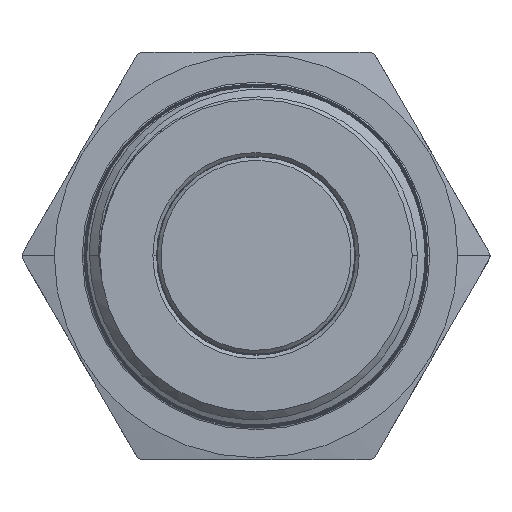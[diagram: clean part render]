
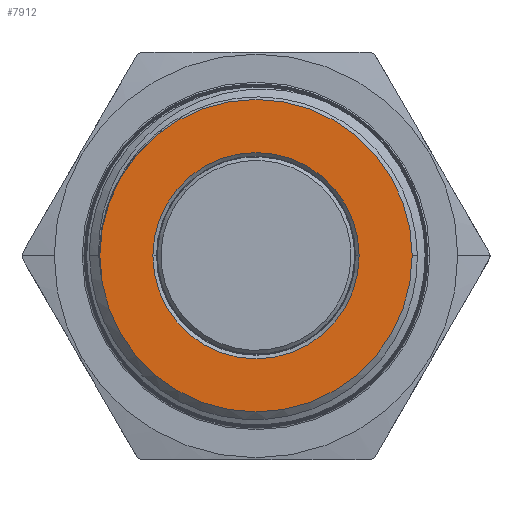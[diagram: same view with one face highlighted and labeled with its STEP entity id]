
A CAD part, top view. The second image highlights one B-rep face of the part: STEP entity #7912.
In plain terms, the highlighted planar face has unit normal (0, 0, 1).
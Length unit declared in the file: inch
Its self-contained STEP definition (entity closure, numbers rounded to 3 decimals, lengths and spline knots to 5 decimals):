
#77 = AXIS2_PLACEMENT_3D ( 'NONE', #8044, #8045, #8046 ) ;
#80 = AXIS2_PLACEMENT_3D ( 'NONE', #243, #244, #245 ) ;
#243 = CARTESIAN_POINT ( 'NONE',  ( 0., 0., 1.11 ) ) ;
#244 = DIRECTION ( 'NONE',  ( 0., 0., 1. ) ) ;
#245 = DIRECTION ( 'NONE',  ( 1., 0., 0. ) ) ;
#371 = CARTESIAN_POINT ( 'NONE',  ( -0.86325, 0., 1.11 ) ) ;
#386 = CARTESIAN_POINT ( 'NONE',  ( -0.57, 0., 1.11 ) ) ;
#397 = CARTESIAN_POINT ( 'NONE',  ( 0.57, 0., 1.11 ) ) ;
#421 = CARTESIAN_POINT ( 'NONE',  ( 0.86325, 0., 1.11 ) ) ;
#924 = CARTESIAN_POINT ( 'NONE',  ( 0., 0., 1.11 ) ) ;
#925 = DIRECTION ( 'NONE',  ( 0., 0., -1. ) ) ;
#926 = DIRECTION ( 'NONE',  ( -1., 0., 0. ) ) ;
#1075 = CARTESIAN_POINT ( 'NONE',  ( 0., 0., 1.11 ) ) ;
#1076 = DIRECTION ( 'NONE',  ( 0., 0., 1. ) ) ;
#1077 = DIRECTION ( 'NONE',  ( 1., 0., 0. ) ) ;
#1135 = ORIENTED_EDGE ( 'NONE', *, *, #1502, .F. ) ;
#1136 = ORIENTED_EDGE ( 'NONE', *, *, #5814, .F. ) ;
#1158 = ORIENTED_EDGE ( 'NONE', *, *, #5823, .F. ) ;
#1160 = ORIENTED_EDGE ( 'NONE', *, *, #1509, .F. ) ;
#1502 = EDGE_CURVE ( 'NONE', #2170, #2246, #7779, .T. ) ;
#1509 = EDGE_CURVE ( 'NONE', #2185, #2196, #7785, .T. ) ;
#1567 = EDGE_LOOP ( 'NONE', ( #1135, #1136 ) ) ;
#1643 = FACE_OUTER_BOUND ( 'NONE', #1567, .T. ) ;
#1679 = FACE_BOUND ( 'NONE', #7825, .T. ) ;
#2170 = VERTEX_POINT ( 'NONE', #371 ) ;
#2185 = VERTEX_POINT ( 'NONE', #386 ) ;
#2196 = VERTEX_POINT ( 'NONE', #397 ) ;
#2246 = VERTEX_POINT ( 'NONE', #421 ) ;
#3003 = AXIS2_PLACEMENT_3D ( 'NONE', #924, #925, #926 ) ;
#3006 = AXIS2_PLACEMENT_3D ( 'NONE', #1075, #1076, #1077 ) ;
#3036 = AXIS2_PLACEMENT_3D ( 'NONE', #3605, #3603, #3609 ) ;
#3603 = DIRECTION ( 'NONE',  ( 0., 0., 1. ) ) ;
#3605 = CARTESIAN_POINT ( 'NONE',  ( 0., 0., 1.11 ) ) ;
#3607 = PLANE ( 'NONE',  #3036 ) ;
#3609 = DIRECTION ( 'NONE',  ( 1., 0., 0. ) ) ;
#5814 = EDGE_CURVE ( 'NONE', #2246, #2170, #7615, .T. ) ;
#5823 = EDGE_CURVE ( 'NONE', #2196, #2185, #7634, .T. ) ;
#7615 = CIRCLE ( 'NONE', #3003, 0.86325 ) ;
#7634 = CIRCLE ( 'NONE', #3006, 0.57 ) ;
#7779 = CIRCLE ( 'NONE', #77, 0.86325 ) ;
#7785 = CIRCLE ( 'NONE', #80, 0.57 ) ;
#7825 = EDGE_LOOP ( 'NONE', ( #1158, #1160 ) ) ;
#7912 = ADVANCED_FACE ( 'NONE', ( #1643, #1679 ), #3607, .T. ) ;
#8044 = CARTESIAN_POINT ( 'NONE',  ( 0., 0., 1.11 ) ) ;
#8045 = DIRECTION ( 'NONE',  ( 0., 0., -1. ) ) ;
#8046 = DIRECTION ( 'NONE',  ( -1., 0., 0. ) ) ;
